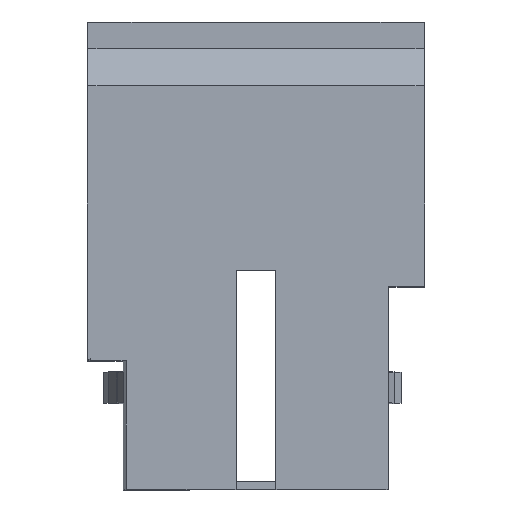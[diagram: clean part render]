
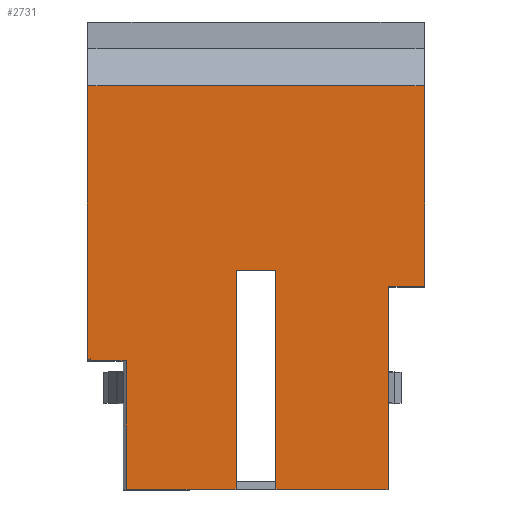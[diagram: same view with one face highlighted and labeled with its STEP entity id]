
A CAD part, top view. The second image highlights one B-rep face of the part: STEP entity #2731.
In plain terms, the highlighted planar face has unit normal (0, 0, 1).
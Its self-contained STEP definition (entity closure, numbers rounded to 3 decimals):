
#2688=AXIS2_PLACEMENT_3D('Plane Axis2P3D',#2685,#2686,#2687) ;
#267=CARTESIAN_POINT('Vertex',(-31.75,76.,63.)) ;
#286=CARTESIAN_POINT('Vertex',(-31.75,38.25,63.)) ;
#289=CARTESIAN_POINT('Line Origine',(-31.75,57.125,63.)) ;
#478=CARTESIAN_POINT('Vertex',(-31.75,24.25,63.)) ;
#481=CARTESIAN_POINT('Line Origine',(-31.75,31.25,63.)) ;
#678=CARTESIAN_POINT('Line Origine',(-31.475,24.452,63.)) ;
#682=CARTESIAN_POINT('Vertex',(-31.2,24.655,63.)) ;
#859=CARTESIAN_POINT('Vertex',(-24.45,24.25,63.)) ;
#862=CARTESIAN_POINT('Line Origine',(-3.375,24.25,63.)) ;
#866=CARTESIAN_POINT('Vertex',(-31.2,24.25,63.)) ;
#915=CARTESIAN_POINT('Vertex',(-24.45,0.,63.)) ;
#918=CARTESIAN_POINT('Line Origine',(-24.45,12.125,63.)) ;
#1053=CARTESIAN_POINT('Vertex',(25.,0.,63.)) ;
#1056=CARTESIAN_POINT('Line Origine',(-3.375,0.,63.)) ;
#1060=CARTESIAN_POINT('Vertex',(24.45,0.,63.)) ;
#1063=CARTESIAN_POINT('Line Origine',(-3.375,0.,63.)) ;
#1067=CARTESIAN_POINT('Vertex',(3.764,0.,63.)) ;
#1088=CARTESIAN_POINT('Vertex',(-3.764,0.,63.)) ;
#1091=CARTESIAN_POINT('Line Origine',(-3.375,0.,63.)) ;
#1095=CARTESIAN_POINT('Vertex',(-8.987,0.,63.)) ;
#1098=CARTESIAN_POINT('Line Origine',(-3.375,0.,63.)) ;
#1102=CARTESIAN_POINT('Vertex',(-22.513,0.,63.)) ;
#1105=CARTESIAN_POINT('Line Origine',(-3.375,0.,63.)) ;
#1136=CARTESIAN_POINT('Line Origine',(25.,20.143,63.)) ;
#1140=CARTESIAN_POINT('Vertex',(25.,38.25,63.)) ;
#1387=CARTESIAN_POINT('Line Origine',(-31.2,24.452,63.)) ;
#1588=CARTESIAN_POINT('Vertex',(31.75,38.25,63.)) ;
#1591=CARTESIAN_POINT('Line Origine',(28.375,38.25,63.)) ;
#1882=CARTESIAN_POINT('Vertex',(3.764,41.264,63.)) ;
#1887=CARTESIAN_POINT('Line Origine',(4.,41.264,63.)) ;
#1891=CARTESIAN_POINT('Vertex',(-3.764,41.264,63.)) ;
#2375=CARTESIAN_POINT('Line Origine',(-3.764,44.,63.)) ;
#2430=CARTESIAN_POINT('Line Origine',(3.764,44.,63.)) ;
#2664=CARTESIAN_POINT('Line Origine',(31.75,57.125,63.)) ;
#2668=CARTESIAN_POINT('Vertex',(31.75,76.,63.)) ;
#2685=CARTESIAN_POINT('Axis2P3D Location',(11.,86.701,63.)) ;
#2690=CARTESIAN_POINT('Line Origine',(30.732,76.,63.)) ;
#2694=CARTESIAN_POINT('Vertex',(29.713,76.,63.)) ;
#2697=CARTESIAN_POINT('Line Origine',(0.,76.,63.)) ;
#2701=CARTESIAN_POINT('Vertex',(-29.713,76.,63.)) ;
#2704=CARTESIAN_POINT('Line Origine',(-30.732,76.,63.)) ;
#290=DIRECTION('Vector Direction',(0.,-1.,0.)) ;
#482=DIRECTION('Vector Direction',(0.,-1.,0.)) ;
#679=DIRECTION('Vector Direction',(0.805,0.593,0.)) ;
#863=DIRECTION('Vector Direction',(1.,0.,0.)) ;
#919=DIRECTION('Vector Direction',(0.,1.,0.)) ;
#1057=DIRECTION('Vector Direction',(1.,0.,0.)) ;
#1064=DIRECTION('Vector Direction',(1.,0.,0.)) ;
#1092=DIRECTION('Vector Direction',(1.,0.,0.)) ;
#1099=DIRECTION('Vector Direction',(1.,0.,0.)) ;
#1106=DIRECTION('Vector Direction',(1.,0.,0.)) ;
#1137=DIRECTION('Vector Direction',(0.,-1.,0.)) ;
#1388=DIRECTION('Vector Direction',(0.,1.,0.)) ;
#1592=DIRECTION('Vector Direction',(-1.,0.,0.)) ;
#1888=DIRECTION('Vector Direction',(-1.,0.,0.)) ;
#2376=DIRECTION('Vector Direction',(0.,-1.,0.)) ;
#2431=DIRECTION('Vector Direction',(0.,-1.,0.)) ;
#2665=DIRECTION('Vector Direction',(0.,-1.,0.)) ;
#2686=DIRECTION('Axis2P3D Direction',(0.,0.,1.)) ;
#2687=DIRECTION('Axis2P3D XDirection',(-1.,0.,0.)) ;
#2691=DIRECTION('Vector Direction',(-1.,0.,0.)) ;
#2698=DIRECTION('Vector Direction',(-1.,0.,0.)) ;
#2705=DIRECTION('Vector Direction',(-1.,0.,0.)) ;
#291=VECTOR('Line Direction',#290,1.) ;
#483=VECTOR('Line Direction',#482,1.) ;
#680=VECTOR('Line Direction',#679,1.) ;
#864=VECTOR('Line Direction',#863,1.) ;
#920=VECTOR('Line Direction',#919,1.) ;
#1058=VECTOR('Line Direction',#1057,1.) ;
#1065=VECTOR('Line Direction',#1064,1.) ;
#1093=VECTOR('Line Direction',#1092,1.) ;
#1100=VECTOR('Line Direction',#1099,1.) ;
#1107=VECTOR('Line Direction',#1106,1.) ;
#1138=VECTOR('Line Direction',#1137,1.) ;
#1389=VECTOR('Line Direction',#1388,1.) ;
#1593=VECTOR('Line Direction',#1592,1.) ;
#1889=VECTOR('Line Direction',#1888,1.) ;
#2377=VECTOR('Line Direction',#2376,1.) ;
#2432=VECTOR('Line Direction',#2431,1.) ;
#2666=VECTOR('Line Direction',#2665,1.) ;
#2692=VECTOR('Line Direction',#2691,1.) ;
#2699=VECTOR('Line Direction',#2698,1.) ;
#2706=VECTOR('Line Direction',#2705,1.) ;
#2710=ORIENTED_EDGE('',*,*,#1062,.F.) ;
#2711=ORIENTED_EDGE('',*,*,#1142,.T.) ;
#2712=ORIENTED_EDGE('',*,*,#1595,.F.) ;
#2713=ORIENTED_EDGE('',*,*,#2670,.F.) ;
#2714=ORIENTED_EDGE('',*,*,#2696,.T.) ;
#2715=ORIENTED_EDGE('',*,*,#2703,.T.) ;
#2716=ORIENTED_EDGE('',*,*,#2708,.T.) ;
#2717=ORIENTED_EDGE('',*,*,#293,.T.) ;
#2718=ORIENTED_EDGE('',*,*,#485,.T.) ;
#2719=ORIENTED_EDGE('',*,*,#684,.T.) ;
#2720=ORIENTED_EDGE('',*,*,#1391,.T.) ;
#2721=ORIENTED_EDGE('',*,*,#868,.T.) ;
#2722=ORIENTED_EDGE('',*,*,#922,.F.) ;
#2723=ORIENTED_EDGE('',*,*,#1109,.T.) ;
#2724=ORIENTED_EDGE('',*,*,#1104,.F.) ;
#2725=ORIENTED_EDGE('',*,*,#1097,.F.) ;
#2726=ORIENTED_EDGE('',*,*,#2379,.F.) ;
#2727=ORIENTED_EDGE('',*,*,#1893,.T.) ;
#2728=ORIENTED_EDGE('',*,*,#2434,.F.) ;
#2729=ORIENTED_EDGE('',*,*,#1069,.T.) ;
#2731=ADVANCED_FACE('Hauptkoerper nicht benutzen',(#2730),#2689,.T.) ;
#293=EDGE_CURVE('',#268,#287,#292,.T.) ;
#485=EDGE_CURVE('',#287,#479,#484,.T.) ;
#684=EDGE_CURVE('',#479,#683,#681,.T.) ;
#868=EDGE_CURVE('',#867,#860,#865,.T.) ;
#922=EDGE_CURVE('',#916,#860,#921,.T.) ;
#1062=EDGE_CURVE('',#1054,#1061,#1059,.F.) ;
#1069=EDGE_CURVE('',#1068,#1061,#1066,.T.) ;
#1097=EDGE_CURVE('',#1089,#1096,#1094,.F.) ;
#1104=EDGE_CURVE('',#1096,#1103,#1101,.F.) ;
#1109=EDGE_CURVE('',#916,#1103,#1108,.T.) ;
#1142=EDGE_CURVE('',#1054,#1141,#1139,.F.) ;
#1391=EDGE_CURVE('',#683,#867,#1390,.F.) ;
#1595=EDGE_CURVE('',#1589,#1141,#1594,.T.) ;
#1893=EDGE_CURVE('',#1892,#1883,#1890,.F.) ;
#2379=EDGE_CURVE('',#1892,#1089,#2378,.T.) ;
#2434=EDGE_CURVE('',#1068,#1883,#2433,.F.) ;
#2670=EDGE_CURVE('',#2669,#1589,#2667,.T.) ;
#2696=EDGE_CURVE('',#2669,#2695,#2693,.T.) ;
#2703=EDGE_CURVE('',#2695,#2702,#2700,.T.) ;
#2708=EDGE_CURVE('',#2702,#268,#2707,.T.) ;
#2709=EDGE_LOOP('',(#2710,#2711,#2712,#2713,#2714,#2715,#2716,#2717,#2718,#2719,#2720,#2721,#2722,#2723,#2724,#2725,#2726,#2727,#2728,#2729)) ;
#2730=FACE_OUTER_BOUND('',#2709,.T.) ;
#292=LINE('Line',#289,#291) ;
#484=LINE('Line',#481,#483) ;
#681=LINE('Line',#678,#680) ;
#865=LINE('Line',#862,#864) ;
#921=LINE('Line',#918,#920) ;
#1059=LINE('Line',#1056,#1058) ;
#1066=LINE('Line',#1063,#1065) ;
#1094=LINE('Line',#1091,#1093) ;
#1101=LINE('Line',#1098,#1100) ;
#1108=LINE('Line',#1105,#1107) ;
#1139=LINE('Line',#1136,#1138) ;
#1390=LINE('Line',#1387,#1389) ;
#1594=LINE('Line',#1591,#1593) ;
#1890=LINE('Line',#1887,#1889) ;
#2378=LINE('Line',#2375,#2377) ;
#2433=LINE('Line',#2430,#2432) ;
#2667=LINE('Line',#2664,#2666) ;
#2693=LINE('Line',#2690,#2692) ;
#2700=LINE('Line',#2697,#2699) ;
#2707=LINE('Line',#2704,#2706) ;
#2689=PLANE('Plane',#2688) ;
#268=VERTEX_POINT('',#267) ;
#287=VERTEX_POINT('',#286) ;
#479=VERTEX_POINT('',#478) ;
#683=VERTEX_POINT('',#682) ;
#860=VERTEX_POINT('',#859) ;
#867=VERTEX_POINT('',#866) ;
#916=VERTEX_POINT('',#915) ;
#1054=VERTEX_POINT('',#1053) ;
#1061=VERTEX_POINT('',#1060) ;
#1068=VERTEX_POINT('',#1067) ;
#1089=VERTEX_POINT('',#1088) ;
#1096=VERTEX_POINT('',#1095) ;
#1103=VERTEX_POINT('',#1102) ;
#1141=VERTEX_POINT('',#1140) ;
#1589=VERTEX_POINT('',#1588) ;
#1883=VERTEX_POINT('',#1882) ;
#1892=VERTEX_POINT('',#1891) ;
#2669=VERTEX_POINT('',#2668) ;
#2695=VERTEX_POINT('',#2694) ;
#2702=VERTEX_POINT('',#2701) ;
